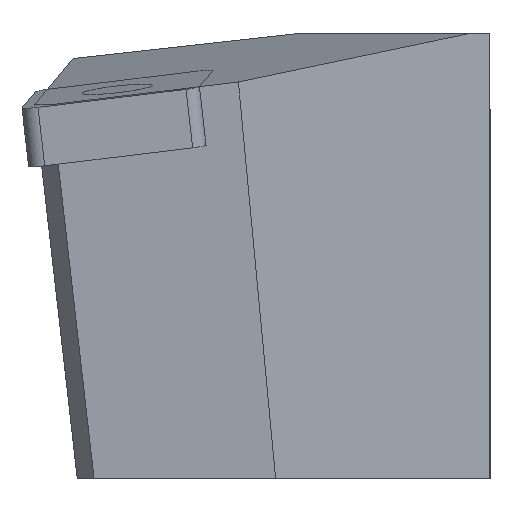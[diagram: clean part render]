
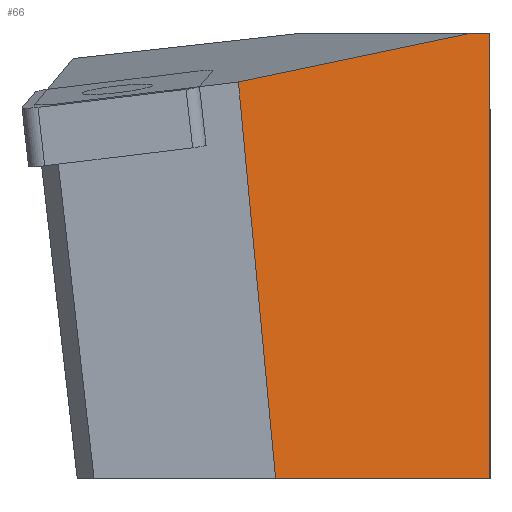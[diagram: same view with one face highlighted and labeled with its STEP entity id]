
A CAD part, left-side view. The second image highlights one B-rep face of the part: STEP entity #66.
In plain terms, the highlighted planar face has unit normal (-0.707, -0.707, 0).
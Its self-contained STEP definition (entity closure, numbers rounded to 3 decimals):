
#66=ADVANCED_FACE('',(#111),#92,.F.);
#92=PLANE('',#507);
#111=FACE_OUTER_BOUND('',#134,.T.);
#134=EDGE_LOOP('',(#202,#203,#204,#205,#206));
#202=ORIENTED_EDGE('',*,*,#339,.T.);
#203=ORIENTED_EDGE('',*,*,#349,.T.);
#204=ORIENTED_EDGE('',*,*,#359,.F.);
#205=ORIENTED_EDGE('',*,*,#361,.T.);
#206=ORIENTED_EDGE('',*,*,#362,.F.);
#297=VERTEX_POINT('',#676);
#298=VERTEX_POINT('',#678);
#306=VERTEX_POINT('',#696);
#313=VERTEX_POINT('',#718);
#314=VERTEX_POINT('',#723);
#339=EDGE_CURVE('',#298,#297,#402,.T.);
#349=EDGE_CURVE('',#297,#306,#410,.T.);
#359=EDGE_CURVE('',#313,#306,#420,.T.);
#361=EDGE_CURVE('',#313,#314,#422,.T.);
#362=EDGE_CURVE('',#298,#314,#423,.T.);
#402=LINE('',#677,#451);
#410=LINE('',#697,#459);
#420=LINE('',#719,#469);
#422=LINE('',#722,#471);
#423=LINE('',#724,#472);
#451=VECTOR('',#543,1.);
#459=VECTOR('',#557,1.);
#469=VECTOR('',#577,1.);
#471=VECTOR('',#581,1.);
#472=VECTOR('',#582,1.);
#507=AXIS2_PLACEMENT_3D('',#725,#583,#584);
#543=DIRECTION('',(0.707,-0.707,0.));
#557=DIRECTION('',(0.,0.,1.));
#577=DIRECTION('',(0.707,-0.707,0.));
#581=DIRECTION('',(-0.699,0.699,-0.146));
#582=DIRECTION('',(-0.093,0.093,0.991));
#583=DIRECTION('',(0.707,0.707,0.));
#584=DIRECTION('',(0.707,-0.707,0.));
#676=CARTESIAN_POINT('',(15.065,-25.274,-19.887));
#677=CARTESIAN_POINT('',(0.065,-10.274,-19.887));
#678=CARTESIAN_POINT('',(3.524,-13.734,-19.887));
#696=CARTESIAN_POINT('',(15.065,-25.274,4.113));
#697=CARTESIAN_POINT('',(15.065,-25.274,-19.887));
#718=CARTESIAN_POINT('',(14.09,-24.3,4.113));
#719=CARTESIAN_POINT('',(0.065,-10.274,4.113));
#722=CARTESIAN_POINT('',(-2.093,-8.116,0.724));
#723=CARTESIAN_POINT('',(1.52,-11.73,1.481));
#724=CARTESIAN_POINT('',(3.464,-13.674,-19.249));
#725=CARTESIAN_POINT('',(0.065,-10.274,-19.887));
